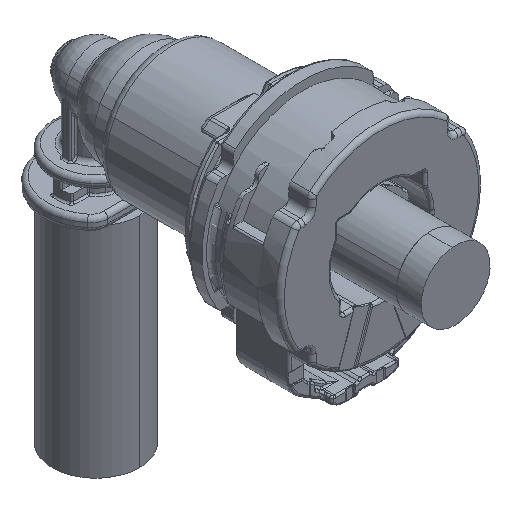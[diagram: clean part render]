
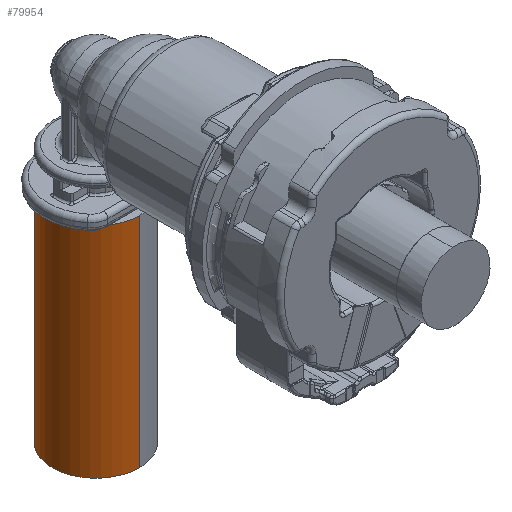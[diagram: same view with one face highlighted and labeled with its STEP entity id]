
A CAD part, isometric view. The second image highlights one B-rep face of the part: STEP entity #79954.
In plain terms, the highlighted cylindrical face has radius 5 mm (diameter 10 mm), a partial arc.
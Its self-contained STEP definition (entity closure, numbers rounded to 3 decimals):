
#79918=AXIS2_PLACEMENT_3D('Cylinder Axis2P3D',#79915,#79916,#79917) ;
#79922=AXIS2_PLACEMENT_3D('Circle Axis2P3D',#79920,#79921,$) ;
#79938=AXIS2_PLACEMENT_3D('Circle Axis2P3D',#79936,#79937,$) ;
#79915=CARTESIAN_POINT('Axis2P3D Location',(0.,32.7,-23.7)) ;
#79920=CARTESIAN_POINT('Axis2P3D Location',(0.,32.7,-11.2)) ;
#79924=CARTESIAN_POINT('Vertex',(0.,37.7,-11.2)) ;
#79926=CARTESIAN_POINT('Vertex',(0.,27.7,-11.2)) ;
#79929=CARTESIAN_POINT('Line Origine',(0.,37.7,-23.7)) ;
#79933=CARTESIAN_POINT('Vertex',(0.,37.7,-36.2)) ;
#79936=CARTESIAN_POINT('Axis2P3D Location',(0.,32.7,-36.2)) ;
#79940=CARTESIAN_POINT('Vertex',(0.,27.7,-36.2)) ;
#79943=CARTESIAN_POINT('Line Origine',(0.,27.7,-23.7)) ;
#79916=DIRECTION('Axis2P3D Direction',(0.,0.,1.)) ;
#79917=DIRECTION('Axis2P3D XDirection',(0.,1.,0.)) ;
#79921=DIRECTION('Axis2P3D Direction',(0.,0.,1.)) ;
#79930=DIRECTION('Vector Direction',(0.,0.,1.)) ;
#79937=DIRECTION('Axis2P3D Direction',(0.,0.,1.)) ;
#79944=DIRECTION('Vector Direction',(0.,0.,1.)) ;
#79931=VECTOR('Line Direction',#79930,1.) ;
#79945=VECTOR('Line Direction',#79944,1.) ;
#79949=ORIENTED_EDGE('',*,*,#79928,.F.) ;
#79950=ORIENTED_EDGE('',*,*,#79935,.T.) ;
#79951=ORIENTED_EDGE('',*,*,#79942,.T.) ;
#79952=ORIENTED_EDGE('',*,*,#79947,.F.) ;
#79954=ADVANCED_FACE('Hose NW4',(#79953),#79919,.T.) ;
#79923=CIRCLE('generated circle',#79922,5.) ;
#79939=CIRCLE('generated circle',#79938,5.) ;
#79919=CYLINDRICAL_SURFACE('generated cylinder',#79918,5.) ;
#79928=EDGE_CURVE('',#79925,#79927,#79923,.T.) ;
#79935=EDGE_CURVE('',#79925,#79934,#79932,.F.) ;
#79942=EDGE_CURVE('',#79934,#79941,#79939,.T.) ;
#79947=EDGE_CURVE('',#79927,#79941,#79946,.F.) ;
#79948=EDGE_LOOP('',(#79949,#79950,#79951,#79952)) ;
#79953=FACE_OUTER_BOUND('',#79948,.T.) ;
#79932=LINE('Line',#79929,#79931) ;
#79946=LINE('Line',#79943,#79945) ;
#79925=VERTEX_POINT('',#79924) ;
#79927=VERTEX_POINT('',#79926) ;
#79934=VERTEX_POINT('',#79933) ;
#79941=VERTEX_POINT('',#79940) ;
